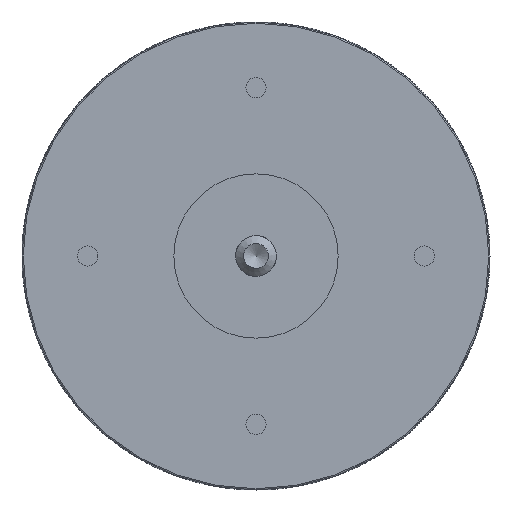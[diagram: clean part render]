
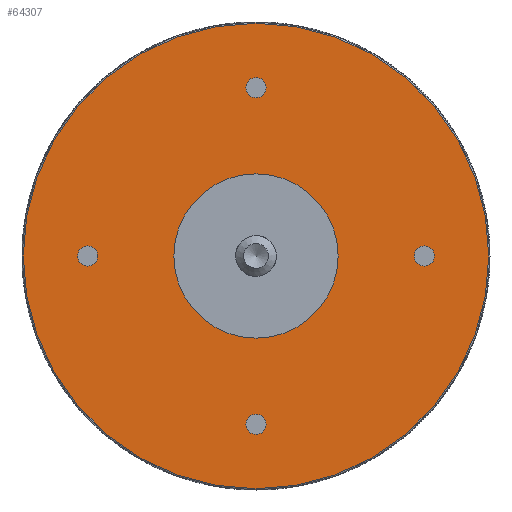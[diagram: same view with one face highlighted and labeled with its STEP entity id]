
A CAD part, left-side view. The second image highlights one B-rep face of the part: STEP entity #64307.
In plain terms, the highlighted planar face has unit normal (-1, 0, 0).
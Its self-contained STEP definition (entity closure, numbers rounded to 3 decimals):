
#4980=FACE_BOUND('',#10534,.T.);
#4981=FACE_BOUND('',#10535,.T.);
#4982=FACE_BOUND('',#10536,.T.);
#4983=FACE_BOUND('',#10537,.T.);
#4984=FACE_BOUND('',#10538,.T.);
#6218=FACE_OUTER_BOUND('',#10533,.T.);
#10533=EDGE_LOOP('',(#47990));
#10534=EDGE_LOOP('',(#47991));
#10535=EDGE_LOOP('',(#47992));
#10536=EDGE_LOOP('',(#47993));
#10537=EDGE_LOOP('',(#47994));
#10538=EDGE_LOOP('',(#47995));
#21855=CIRCLE('',#71407,2.459);
#21857=CIRCLE('',#71410,2.459);
#21859=CIRCLE('',#71413,2.459);
#21861=CIRCLE('',#71416,2.459);
#21865=CIRCLE('',#71423,20.);
#21866=CIRCLE('',#71425,56.7);
#27942=VERTEX_POINT('',#109012);
#27944=VERTEX_POINT('',#109018);
#27946=VERTEX_POINT('',#109024);
#27948=VERTEX_POINT('',#109030);
#27952=VERTEX_POINT('',#109043);
#27953=VERTEX_POINT('',#109047);
#35771=EDGE_CURVE('',#27942,#27942,#21855,.T.);
#35774=EDGE_CURVE('',#27944,#27944,#21857,.T.);
#35777=EDGE_CURVE('',#27946,#27946,#21859,.T.);
#35780=EDGE_CURVE('',#27948,#27948,#21861,.T.);
#35786=EDGE_CURVE('',#27952,#27952,#21865,.T.);
#35788=EDGE_CURVE('',#27953,#27953,#21866,.T.);
#47990=ORIENTED_EDGE('',*,*,#35788,.F.);
#47991=ORIENTED_EDGE('',*,*,#35771,.T.);
#47992=ORIENTED_EDGE('',*,*,#35774,.T.);
#47993=ORIENTED_EDGE('',*,*,#35777,.T.);
#47994=ORIENTED_EDGE('',*,*,#35780,.T.);
#47995=ORIENTED_EDGE('',*,*,#35786,.T.);
#61387=PLANE('',#71424);
#64307=ADVANCED_FACE('',(#6218,#4980,#4981,#4982,#4983,#4984),#61387,.T.);
#71407=AXIS2_PLACEMENT_3D('',#109013,#86724,#86725);
#71410=AXIS2_PLACEMENT_3D('',#109019,#86731,#86732);
#71413=AXIS2_PLACEMENT_3D('',#109025,#86738,#86739);
#71416=AXIS2_PLACEMENT_3D('',#109031,#86745,#86746);
#71423=AXIS2_PLACEMENT_3D('',#109044,#86761,#86762);
#71424=AXIS2_PLACEMENT_3D('',#109046,#86764,#86765);
#71425=AXIS2_PLACEMENT_3D('',#109048,#86766,#86767);
#86724=DIRECTION('center_axis',(1.,0.,0.));
#86725=DIRECTION('ref_axis',(0.,0.,-1.));
#86731=DIRECTION('center_axis',(1.,0.,0.));
#86732=DIRECTION('ref_axis',(0.,0.,-1.));
#86738=DIRECTION('center_axis',(1.,0.,0.));
#86739=DIRECTION('ref_axis',(0.,0.,-1.));
#86745=DIRECTION('center_axis',(1.,0.,0.));
#86746=DIRECTION('ref_axis',(0.,0.,-1.));
#86761=DIRECTION('center_axis',(1.,0.,0.));
#86762=DIRECTION('ref_axis',(0.,1.,0.));
#86764=DIRECTION('center_axis',(-1.,0.,0.));
#86765=DIRECTION('ref_axis',(0.,0.,1.));
#86766=DIRECTION('center_axis',(1.,0.,0.));
#86767=DIRECTION('ref_axis',(0.,1.,0.));
#109012=CARTESIAN_POINT('',(-35.5,0.,-43.459));
#109013=CARTESIAN_POINT('Origin',(-35.5,0.,-41.));
#109018=CARTESIAN_POINT('',(-35.5,-41.,-2.458));
#109019=CARTESIAN_POINT('Origin',(-35.5,-41.,0.));
#109024=CARTESIAN_POINT('',(-35.5,0.,38.542));
#109025=CARTESIAN_POINT('Origin',(-35.5,0.,41.));
#109030=CARTESIAN_POINT('',(-35.5,41.,-2.458));
#109031=CARTESIAN_POINT('Origin',(-35.5,41.,0.));
#109043=CARTESIAN_POINT('',(-35.5,-20.,0.));
#109044=CARTESIAN_POINT('Origin',(-35.5,0.,0.));
#109046=CARTESIAN_POINT('Origin',(-35.5,38.35,0.));
#109047=CARTESIAN_POINT('',(-35.5,0.,56.7));
#109048=CARTESIAN_POINT('Origin',(-35.5,0.,0.));
